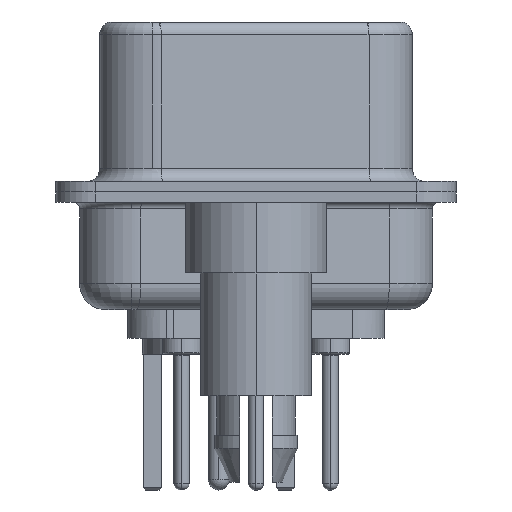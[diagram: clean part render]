
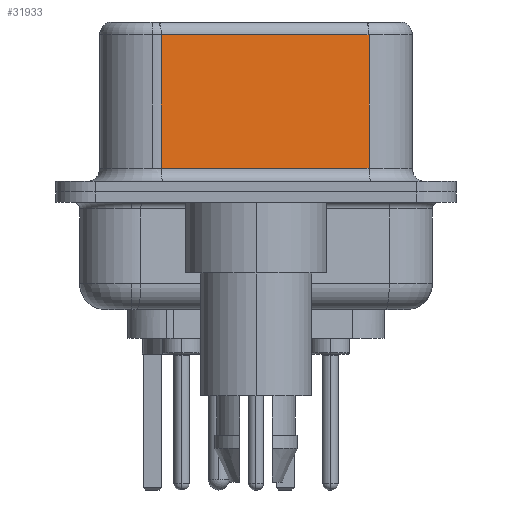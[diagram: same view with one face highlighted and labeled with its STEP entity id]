
A CAD part, left-side view. The second image highlights one B-rep face of the part: STEP entity #31933.
In plain terms, the highlighted planar face has unit normal (-0.985, -0.174, 0).
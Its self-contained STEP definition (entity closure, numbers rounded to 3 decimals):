
#920 = EDGE_CURVE ( 'NONE', #13606, #14947, #11503, .T. ) ;
#4427 = VERTEX_POINT ( 'NONE', #17364 ) ;
#5067 = EDGE_CURVE ( 'NONE', #4427, #13606, #28477, .T. ) ;
#5815 = VERTEX_POINT ( 'NONE', #35229 ) ;
#9339 = CARTESIAN_POINT ( 'NONE',  ( 3.73, 3.628, 0.9 ) ) ;
#9907 = DIRECTION ( 'NONE',  ( 0.985, 0.174, 0. ) ) ;
#10936 = VECTOR ( 'NONE', #20099, 1000. ) ;
#11367 = LINE ( 'NONE', #34442, #10936 ) ;
#11503 = LINE ( 'NONE', #27925, #30407 ) ;
#13354 = FACE_OUTER_BOUND ( 'NONE', #27642, .T. ) ;
#13606 = VERTEX_POINT ( 'NONE', #19065 ) ;
#14947 = VERTEX_POINT ( 'NONE', #9339 ) ;
#15039 = DIRECTION ( 'NONE',  ( 0., 0., -1. ) ) ;
#17364 = CARTESIAN_POINT ( 'NONE',  ( 5.132, -4.322, 6.02 ) ) ;
#17948 = ORIENTED_EDGE ( 'NONE', *, *, #920, .T. ) ;
#18660 = DIRECTION ( 'NONE',  ( 0., 0., -1. ) ) ;
#18923 = ORIENTED_EDGE ( 'NONE', *, *, #5067, .T. ) ;
#19065 = CARTESIAN_POINT ( 'NONE',  ( 3.73, 3.628, 6.02 ) ) ;
#19613 = CARTESIAN_POINT ( 'NONE',  ( 5.132, -4.322, 6.02 ) ) ;
#19791 = VECTOR ( 'NONE', #15039, 1000. ) ;
#20099 = DIRECTION ( 'NONE',  ( 0.174, -0.985, 0. ) ) ;
#20351 = ORIENTED_EDGE ( 'NONE', *, *, #20682, .T. ) ;
#20682 = EDGE_CURVE ( 'NONE', #14947, #5815, #11367, .T. ) ;
#22715 = EDGE_CURVE ( 'NONE', #4427, #5815, #26564, .T. ) ;
#23047 = VECTOR ( 'NONE', #23048, 1000. ) ;
#23048 = DIRECTION ( 'NONE',  ( -0.174, 0.985, 0. ) ) ;
#24508 = PLANE ( 'NONE',  #30344 ) ;
#26564 = LINE ( 'NONE', #32651, #19791 ) ;
#27642 = EDGE_LOOP ( 'NONE', ( #31175, #18923, #17948, #20351 ) ) ;
#27925 = CARTESIAN_POINT ( 'NONE',  ( 3.73, 3.628, 6.52 ) ) ;
#28477 = LINE ( 'NONE', #19613, #23047 ) ;
#30146 = CARTESIAN_POINT ( 'NONE',  ( 5.132, -4.322, 6.52 ) ) ;
#30344 = AXIS2_PLACEMENT_3D ( 'NONE', #30146, #9907, #32916 ) ;
#30407 = VECTOR ( 'NONE', #18660, 1000. ) ;
#31175 = ORIENTED_EDGE ( 'NONE', *, *, #22715, .F. ) ;
#31933 = ADVANCED_FACE ( 'NONE', ( #13354 ), #24508, .F. ) ;
#32651 = CARTESIAN_POINT ( 'NONE',  ( 5.132, -4.322, 6.52 ) ) ;
#32916 = DIRECTION ( 'NONE',  ( -0.174, 0.985, 0. ) ) ;
#34442 = CARTESIAN_POINT ( 'NONE',  ( 5.132, -4.322, 0.9 ) ) ;
#35229 = CARTESIAN_POINT ( 'NONE',  ( 5.132, -4.322, 0.9 ) ) ;
